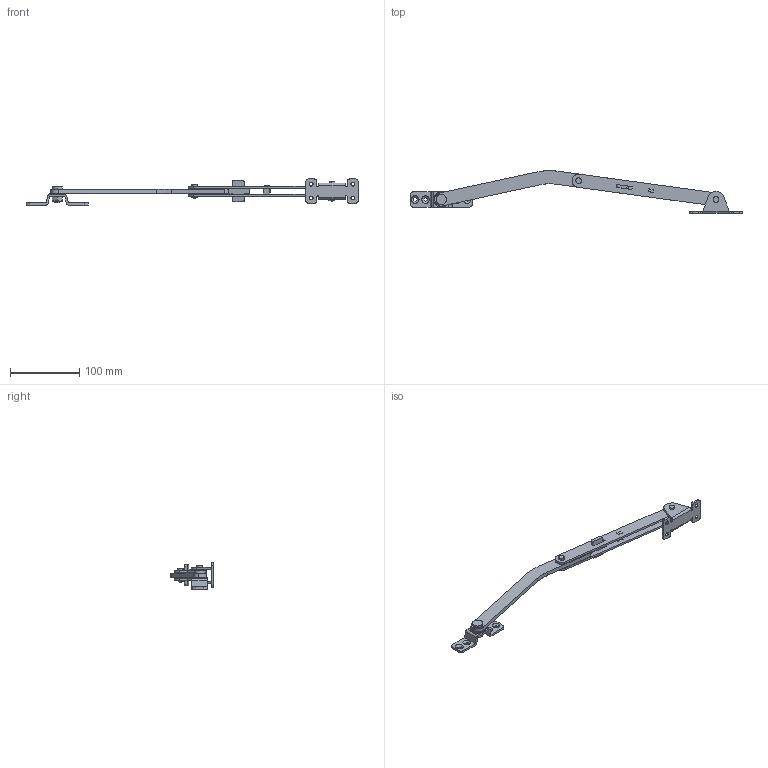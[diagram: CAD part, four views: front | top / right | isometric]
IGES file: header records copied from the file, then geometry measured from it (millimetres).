
Start section: SolidWorks IGES file using analytic representation for surfaces
Global section: file name: B-1450-0.IGS; native system: SolidWorks 2012; preprocessor: SolidWorks 2012; author: 1337yo; date: 151204.093142; units: millimetre
Bounding box: 478.81 x 61.69 x 37.5 mm (x, y, z)
Surface area: 53595.9 mm2 (no closed solid volume)
Topology: 0 solids, 0 shells, 267 faces, 4122 edges, 4120 vertices
Faces by surface type: revolution 135, bspline 132
